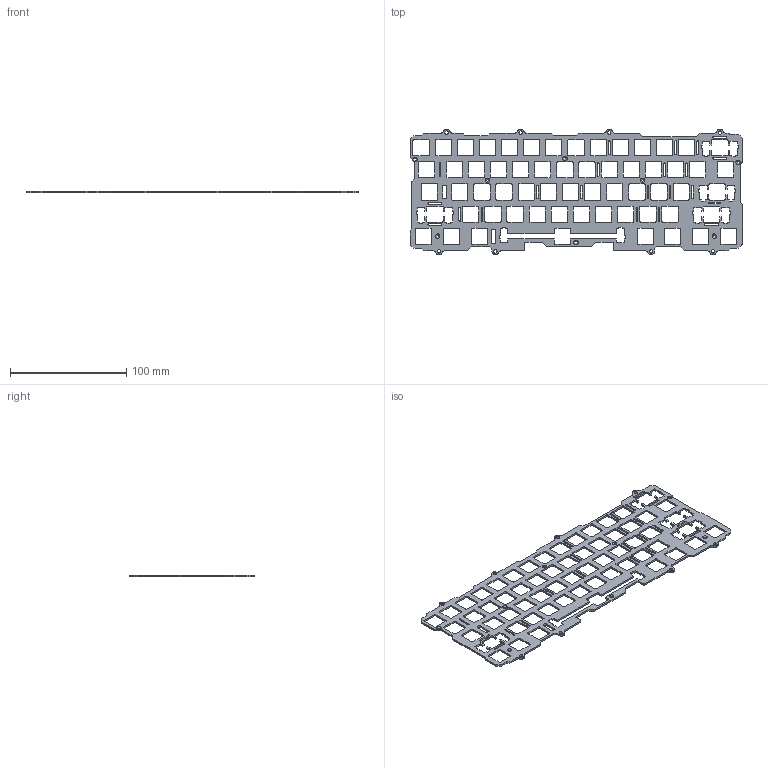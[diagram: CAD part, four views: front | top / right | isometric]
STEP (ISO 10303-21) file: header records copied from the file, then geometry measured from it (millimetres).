
FILE_DESCRIPTION(/* description */ (''),/* implementation_level */ '2;1');
FILE_NAME(/* name */ 'Wooting60FrogMiniPlatev2.step',/* time_stamp */ '2023-03-02T00:24:35-06:00',/* author */ (''),/* organization */ (''),/* preprocessor_version */ 'ST-DEVELOPER v19.2',/* originating_system */ 'Autodesk Translation Framework v11.17.0.187',/* authorisation */ '');
FILE_SCHEMA (('AUTOMOTIVE_DESIGN { 1 0 10303 214 3 1 1 }'));
Length unit declared in the file: millimetre
Products named in the file (1): Wooting60FrogMiniPlatev2
Bounding box: 285.7 x 108.2 x 1.5 mm (x, y, z)
Volume: 21306.6 mm3; surface area: 36550.6 mm2
Topology: 1 solids, 1 shells, 916 faces, 2737 edges, 1822 vertices
Faces by surface type: plane 523, cylinder 385, cone 8
Full cylindrical faces by diameter (mm): 2 x8, 3 x8
Entity records: 31352 total; most frequent: CARTESIAN_POINT 5478, ORIENTED_EDGE 5474, DIRECTION 5349, EDGE_CURVE 2737, LINE 1957, VECTOR 1957, VERTEX_POINT 1822, AXIS2_PLACEMENT_3D 1696
